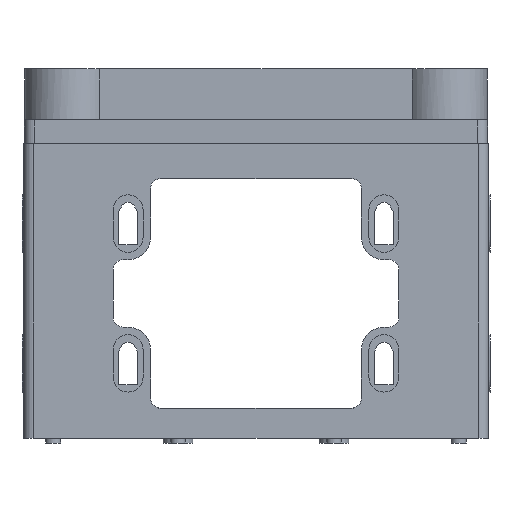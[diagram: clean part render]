
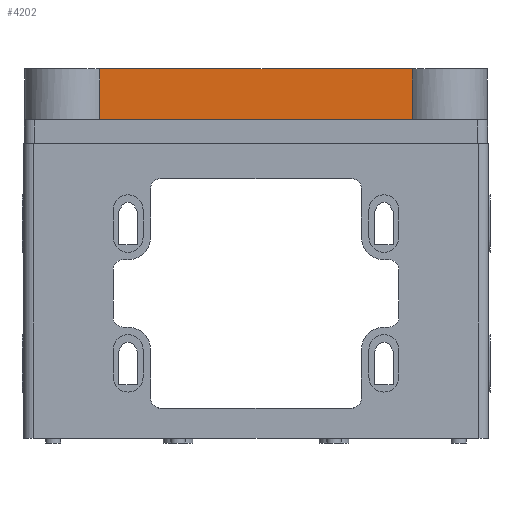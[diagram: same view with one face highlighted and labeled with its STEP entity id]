
A CAD part, front view. The second image highlights one B-rep face of the part: STEP entity #4202.
In plain terms, the highlighted face is planar.
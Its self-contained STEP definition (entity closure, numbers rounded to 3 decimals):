
#4202 = ADVANCED_FACE( '', ( #8686 ), #8687, .T. );
#8686 = FACE_OUTER_BOUND( '', #13249, .T. );
#8687 = PLANE( '', #13250 );
#13249 = EDGE_LOOP( '', ( #26085, #26086, #26087, #26088 ) );
#13250 = AXIS2_PLACEMENT_3D( '', #26089, #26090, #26091 );
#26085 = ORIENTED_EDGE( '', *, *, #31684, .F. );
#26086 = ORIENTED_EDGE( '', *, *, #30721, .F. );
#26087 = ORIENTED_EDGE( '', *, *, #29433, .T. );
#26088 = ORIENTED_EDGE( '', *, *, #29299, .T. );
#26089 = CARTESIAN_POINT( '', ( 6.204, 155.366, 9.6 ) );
#26090 = DIRECTION( '', ( -1., 0., 0. ) );
#26091 = DIRECTION( '', ( 0., 0., 1. ) );
#29299 = EDGE_CURVE( '', #36221, #36228, #36230, .T. );
#29433 = EDGE_CURVE( '', #36430, #36221, #36431, .T. );
#30721 = EDGE_CURVE( '', #36430, #38301, #38302, .T. );
#31684 = EDGE_CURVE( '', #38301, #36228, #39456, .T. );
#36221 = VERTEX_POINT( '', #45516 );
#36228 = VERTEX_POINT( '', #45524 );
#36230 = LINE( '', #45526, #45527 );
#36430 = VERTEX_POINT( '', #45807 );
#36431 = LINE( '', #45808, #45809 );
#38301 = VERTEX_POINT( '', #48403 );
#38302 = LINE( '', #48404, #48405 );
#39456 = LINE( '', #50001, #50002 );
#45516 = CARTESIAN_POINT( '', ( 6.204, 30.142, 9.6 ) );
#45524 = CARTESIAN_POINT( '', ( 6.204, 30.142, 30. ) );
#45526 = CARTESIAN_POINT( '', ( 6.204, 30.142, 9.6 ) );
#45527 = VECTOR( '', #53750, 1000. );
#45807 = CARTESIAN_POINT( '', ( 6.204, 155.366, 9.6 ) );
#45808 = CARTESIAN_POINT( '', ( 6.204, 155.366, 9.6 ) );
#45809 = VECTOR( '', #53892, 1000. );
#48403 = CARTESIAN_POINT( '', ( 6.204, 155.366, 30. ) );
#48404 = CARTESIAN_POINT( '', ( 6.204, 155.366, 9.6 ) );
#48405 = VECTOR( '', #55527, 1000. );
#50001 = CARTESIAN_POINT( '', ( 6.204, 155.366, 30. ) );
#50002 = VECTOR( '', #56460, 1000. );
#53750 = DIRECTION( '', ( 0., 0., 1. ) );
#53892 = DIRECTION( '', ( 0., -1., 0. ) );
#55527 = DIRECTION( '', ( 0., 0., 1. ) );
#56460 = DIRECTION( '', ( 0., -1., 0. ) );
